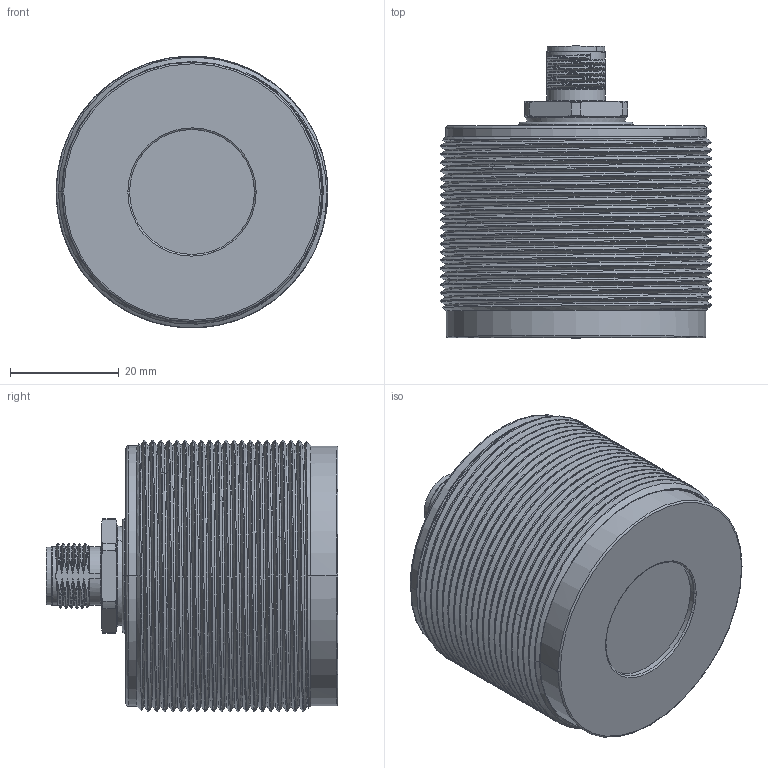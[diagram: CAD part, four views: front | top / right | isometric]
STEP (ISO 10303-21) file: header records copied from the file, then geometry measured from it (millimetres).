
FILE_DESCRIPTION((''),'2;1');
FILE_NAME('CAD-8794_M_SCHRUMPF_ASM','2023-09-04T13:43:02',('creinig-se'),(''),'CREO PARAMETRIC BY PTC INC, 2022284','CREO PARAMETRIC BY PTC INC, 2022284','');
FILE_SCHEMA(('CONFIG_CONTROL_DESIGN','SHAPE_APPEARANCE_LAYERS_GROUPS'));
Length unit declared in the file: millimetre
Products named in the file (3): CAD-8794_04DG06_M50_SLEEVE; CAD-8794_TEILW_SW0001; CAD-8794_M_SCHRUMPF_ASM
Assembly tree (2 placements, depth 2):
  CAD-8794_M_SCHRUMPF_ASM
    CAD-8794_04DG06_M50_SLEEVE
    CAD-8794_TEILW_SW0001
Bounding box: 50 x 53.7 x 50 mm (x, y, z)
Volume: 77396.5 mm3; surface area: 21446.8 mm2
Topology: 2 solids, 3 shells, 561 faces, 1654 edges, 1106 vertices
Faces by surface type: plane 210, cylinder 166, bspline 111, cone 37, torus 27, sphere 10
Entity records: 37372 total; most frequent: CARTESIAN_POINT 19544, ORIENTED_EDGE 3268, DIRECTION 2241, EDGE_CURVE 1634, VERTEX_POINT 1106, AXIS2_PLACEMENT_3D 787, PRESENTATION_STYLE_ASSIGNMENT 707, STYLED_ITEM 706
